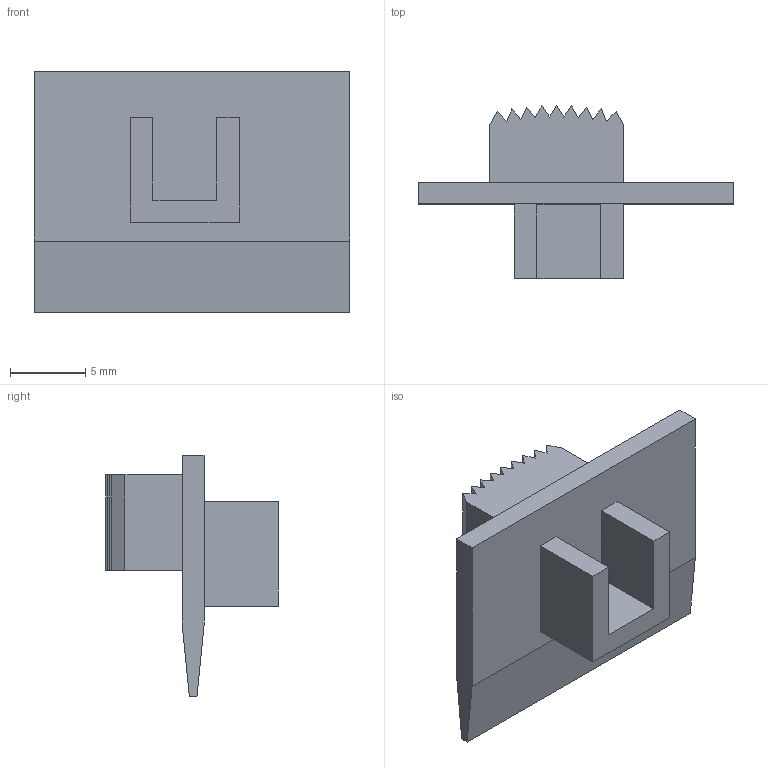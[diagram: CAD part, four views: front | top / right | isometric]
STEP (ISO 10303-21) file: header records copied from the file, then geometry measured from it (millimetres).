
FILE_DESCRIPTION (( 'STEP AP214' ), '1' );
FILE_NAME ('M102 switch slider domed no slots.STEP', '2023-09-21T14:56:37', ( '' ), ( '' ), 'SwSTEP 2.0', 'SolidWorks 2023', '' );
FILE_SCHEMA (( 'AUTOMOTIVE_DESIGN' ));
Length unit declared in the file: inch
Products named in the file (1): M102 switch slider domed no slots
Bounding box: 21.02 x 11.51 x 16.08 mm (x, y, z)
Volume: 833.1 mm3; surface area: 1133.4 mm2
Topology: 1 solids, 1 shells, 39 faces, 105 edges, 70 vertices
Faces by surface type: plane 39
Entity records: 1226 total; most frequent: CARTESIAN_POINT 215, ORIENTED_EDGE 210, DIRECTION 185, VECTOR 105, LINE 105, EDGE_CURVE 105, VERTEX_POINT 70, EDGE_LOOP 41
